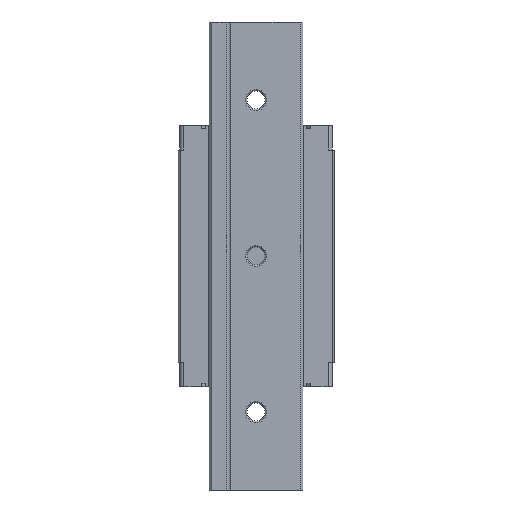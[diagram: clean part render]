
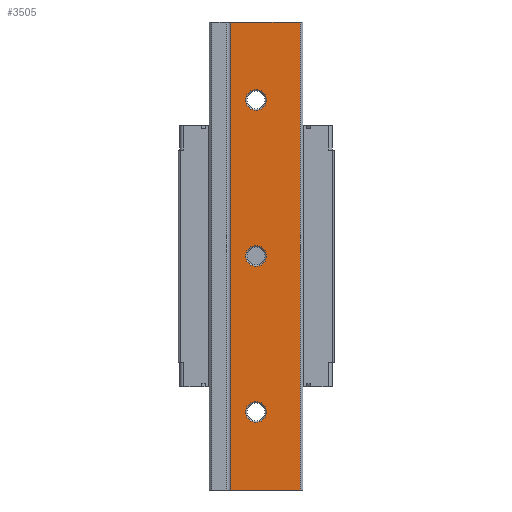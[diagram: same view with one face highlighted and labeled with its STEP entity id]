
A CAD part, front view. The second image highlights one B-rep face of the part: STEP entity #3505.
In plain terms, the highlighted planar face has unit normal (0, -1, 0).
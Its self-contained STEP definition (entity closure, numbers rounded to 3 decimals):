
#58 = CARTESIAN_POINT ( 'NONE',  ( 8.5, -3.5, 0. ) ) ;
#81 = EDGE_CURVE ( 'NONE', #5126, #9333, #459, .T. ) ;
#336 = FACE_BOUND ( 'NONE', #8082, .T. ) ;
#459 = CIRCLE ( 'NONE', #11218, 2. ) ;
#609 = VERTEX_POINT ( 'NONE', #8277 ) ;
#660 = AXIS2_PLACEMENT_3D ( 'NONE', #11342, #11283, #9435 ) ;
#737 = DIRECTION ( 'NONE',  ( 0., 0., 1. ) ) ;
#787 = DIRECTION ( 'NONE',  ( 0., 1., 0. ) ) ;
#811 = CARTESIAN_POINT ( 'NONE',  ( 0., -3.5, -15. ) ) ;
#831 = DIRECTION ( 'NONE',  ( 0., 1., 0. ) ) ;
#852 = VECTOR ( 'NONE', #9420, 1000. ) ;
#1031 = CARTESIAN_POINT ( 'NONE',  ( 8.5, -3.5, -90. ) ) ;
#1211 = ORIENTED_EDGE ( 'NONE', *, *, #3106, .T. ) ;
#1614 = AXIS2_PLACEMENT_3D ( 'NONE', #7974, #831, #5319 ) ;
#1637 = CIRCLE ( 'NONE', #10529, 2. ) ;
#1721 = DIRECTION ( 'NONE',  ( 0., 1., 0. ) ) ;
#1868 = EDGE_LOOP ( 'NONE', ( #5446, #10130, #10002, #7509 ) ) ;
#2020 = ORIENTED_EDGE ( 'NONE', *, *, #5590, .T. ) ;
#2083 = CARTESIAN_POINT ( 'NONE',  ( 0., -3.5, -47. ) ) ;
#2272 = CARTESIAN_POINT ( 'NONE',  ( -4.867, -3.5, -90. ) ) ;
#2343 = AXIS2_PLACEMENT_3D ( 'NONE', #8474, #11152, #6648 ) ;
#2360 = CIRCLE ( 'NONE', #1614, 2. ) ;
#2811 = LINE ( 'NONE', #6434, #6238 ) ;
#2851 = CARTESIAN_POINT ( 'NONE',  ( -4.867, -3.5, 0. ) ) ;
#3078 = FACE_BOUND ( 'NONE', #3294, .T. ) ;
#3106 = EDGE_CURVE ( 'NONE', #609, #9991, #3861, .T. ) ;
#3207 = EDGE_CURVE ( 'NONE', #9638, #9350, #5945, .T. ) ;
#3294 = EDGE_LOOP ( 'NONE', ( #8209, #11274 ) ) ;
#3333 = DIRECTION ( 'NONE',  ( 1., 0., 0. ) ) ;
#3505 = ADVANCED_FACE ( 'NONE', ( #336, #3078, #3866, #7472 ), #4757, .T. ) ;
#3673 = EDGE_LOOP ( 'NONE', ( #2020, #7960 ) ) ;
#3826 = ORIENTED_EDGE ( 'NONE', *, *, #9075, .T. ) ;
#3861 = CIRCLE ( 'NONE', #660, 2. ) ;
#3866 = FACE_BOUND ( 'NONE', #3673, .T. ) ;
#3953 = CARTESIAN_POINT ( 'NONE',  ( 0., -3.5, -43. ) ) ;
#4060 = VECTOR ( 'NONE', #9546, 1000. ) ;
#4269 = AXIS2_PLACEMENT_3D ( 'NONE', #8873, #787, #737 ) ;
#4344 = CARTESIAN_POINT ( 'NONE',  ( 0., -3.5, -45. ) ) ;
#4477 = EDGE_CURVE ( 'NONE', #9333, #5126, #2360, .T. ) ;
#4757 = PLANE ( 'NONE',  #2343 ) ;
#4926 = CIRCLE ( 'NONE', #6812, 2. ) ;
#5126 = VERTEX_POINT ( 'NONE', #3953 ) ;
#5319 = DIRECTION ( 'NONE',  ( 0., 0., 1. ) ) ;
#5333 = DIRECTION ( 'NONE',  ( 0., 0., 1. ) ) ;
#5446 = ORIENTED_EDGE ( 'NONE', *, *, #3207, .T. ) ;
#5590 = EDGE_CURVE ( 'NONE', #11306, #6027, #1637, .T. ) ;
#5818 = CARTESIAN_POINT ( 'NONE',  ( 0., -3.5, 0. ) ) ;
#5945 = LINE ( 'NONE', #9784, #10664 ) ;
#6027 = VERTEX_POINT ( 'NONE', #9198 ) ;
#6238 = VECTOR ( 'NONE', #8254, 1000. ) ;
#6434 = CARTESIAN_POINT ( 'NONE',  ( 8.5, -3.5, 0. ) ) ;
#6648 = DIRECTION ( 'NONE',  ( 1., 0., 0. ) ) ;
#6812 = AXIS2_PLACEMENT_3D ( 'NONE', #811, #8015, #10750 ) ;
#7315 = CARTESIAN_POINT ( 'NONE',  ( -4.867, -3.5, -90. ) ) ;
#7472 = FACE_OUTER_BOUND ( 'NONE', #1868, .T. ) ;
#7509 = ORIENTED_EDGE ( 'NONE', *, *, #10216, .F. ) ;
#7734 = DIRECTION ( 'NONE',  ( 0., 1., 0. ) ) ;
#7896 = CARTESIAN_POINT ( 'NONE',  ( 0., -3.5, -13. ) ) ;
#7904 = DIRECTION ( 'NONE',  ( 0., 0., 1. ) ) ;
#7960 = ORIENTED_EDGE ( 'NONE', *, *, #11564, .T. ) ;
#7974 = CARTESIAN_POINT ( 'NONE',  ( 0., -3.5, -45. ) ) ;
#8015 = DIRECTION ( 'NONE',  ( 0., 1., 0. ) ) ;
#8082 = EDGE_LOOP ( 'NONE', ( #1211, #3826 ) ) ;
#8209 = ORIENTED_EDGE ( 'NONE', *, *, #4477, .T. ) ;
#8254 = DIRECTION ( 'NONE',  ( 0., 0., 1. ) ) ;
#8277 = CARTESIAN_POINT ( 'NONE',  ( 0., -3.5, -17. ) ) ;
#8353 = CARTESIAN_POINT ( 'NONE',  ( 0., -3.5, -77. ) ) ;
#8474 = CARTESIAN_POINT ( 'NONE',  ( 0., -3.5, -90. ) ) ;
#8723 = CARTESIAN_POINT ( 'NONE',  ( 0., -3.5, -75. ) ) ;
#8873 = CARTESIAN_POINT ( 'NONE',  ( 0., -3.5, -75. ) ) ;
#9075 = EDGE_CURVE ( 'NONE', #9991, #609, #4926, .T. ) ;
#9098 = EDGE_CURVE ( 'NONE', #9350, #10631, #2811, .T. ) ;
#9198 = CARTESIAN_POINT ( 'NONE',  ( 0., -3.5, -73. ) ) ;
#9333 = VERTEX_POINT ( 'NONE', #2083 ) ;
#9350 = VERTEX_POINT ( 'NONE', #1031 ) ;
#9420 = DIRECTION ( 'NONE',  ( 1., 0., 0. ) ) ;
#9435 = DIRECTION ( 'NONE',  ( 0., 0., 1. ) ) ;
#9546 = DIRECTION ( 'NONE',  ( 0., 0., 1. ) ) ;
#9638 = VERTEX_POINT ( 'NONE', #7315 ) ;
#9784 = CARTESIAN_POINT ( 'NONE',  ( 0., -3.5, -90. ) ) ;
#9946 = CIRCLE ( 'NONE', #4269, 2. ) ;
#9991 = VERTEX_POINT ( 'NONE', #7896 ) ;
#10002 = ORIENTED_EDGE ( 'NONE', *, *, #10415, .F. ) ;
#10130 = ORIENTED_EDGE ( 'NONE', *, *, #9098, .T. ) ;
#10216 = EDGE_CURVE ( 'NONE', #9638, #10936, #11219, .T. ) ;
#10415 = EDGE_CURVE ( 'NONE', #10936, #10631, #11265, .T. ) ;
#10529 = AXIS2_PLACEMENT_3D ( 'NONE', #8723, #7734, #7904 ) ;
#10631 = VERTEX_POINT ( 'NONE', #58 ) ;
#10664 = VECTOR ( 'NONE', #3333, 1000. ) ;
#10750 = DIRECTION ( 'NONE',  ( 0., 0., 1. ) ) ;
#10936 = VERTEX_POINT ( 'NONE', #2851 ) ;
#11152 = DIRECTION ( 'NONE',  ( 0., -1., 0. ) ) ;
#11218 = AXIS2_PLACEMENT_3D ( 'NONE', #4344, #1721, #5333 ) ;
#11219 = LINE ( 'NONE', #2272, #4060 ) ;
#11265 = LINE ( 'NONE', #5818, #852 ) ;
#11274 = ORIENTED_EDGE ( 'NONE', *, *, #81, .T. ) ;
#11283 = DIRECTION ( 'NONE',  ( 0., 1., 0. ) ) ;
#11306 = VERTEX_POINT ( 'NONE', #8353 ) ;
#11342 = CARTESIAN_POINT ( 'NONE',  ( 0., -3.5, -15. ) ) ;
#11564 = EDGE_CURVE ( 'NONE', #6027, #11306, #9946, .T. ) ;
